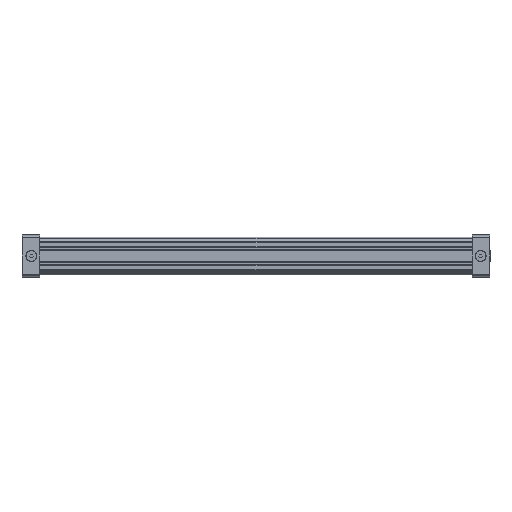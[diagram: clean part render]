
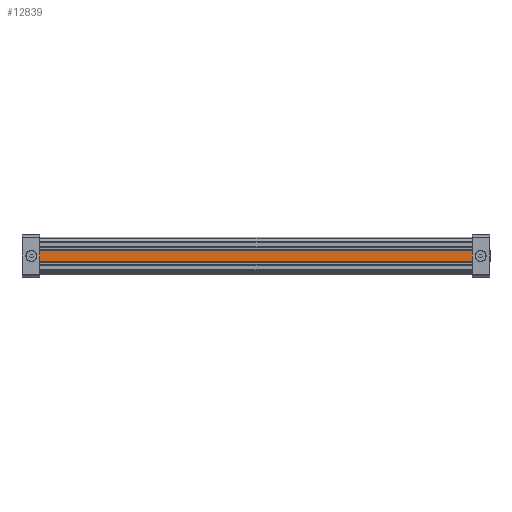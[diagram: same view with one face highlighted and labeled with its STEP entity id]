
A CAD part, front view. The second image highlights one B-rep face of the part: STEP entity #12839.
In plain terms, the highlighted planar face has unit normal (0, -1, 0).
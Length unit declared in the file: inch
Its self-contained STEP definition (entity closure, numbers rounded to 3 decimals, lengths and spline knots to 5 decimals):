
#1022 = ORIENTED_EDGE ( 'NONE', *, *, #7941, .F. ) ;
#2259 = VECTOR ( 'NONE', #15807, 39.37008 ) ;
#3310 = CARTESIAN_POINT ( 'NONE',  ( 4.72441, -1.33071, -0.39862 ) ) ;
#3444 = CARTESIAN_POINT ( 'NONE',  ( 4.72441, -1.33071, -0.39862 ) ) ;
#3708 = VECTOR ( 'NONE', #8520, 39.37008 ) ;
#4217 = DIRECTION ( 'NONE',  ( 0., 1., 0. ) ) ;
#4810 = CARTESIAN_POINT ( 'NONE',  ( 4.72441, -1.33071, 0.39862 ) ) ;
#5038 = EDGE_LOOP ( 'NONE', ( #23204, #22705, #1022, #18954 ) ) ;
#6000 = VECTOR ( 'NONE', #7190, 39.37008 ) ;
#7190 = DIRECTION ( 'NONE',  ( -1., 0., 0. ) ) ;
#7830 = AXIS2_PLACEMENT_3D ( 'NONE', #8107, #4217, #15761 ) ;
#7862 = PLANE ( 'NONE',  #7830 ) ;
#7941 = EDGE_CURVE ( 'NONE', #9488, #21749, #22392, .T. ) ;
#8107 = CARTESIAN_POINT ( 'NONE',  ( 4.72441, -1.33071, 0.39862 ) ) ;
#8154 = CARTESIAN_POINT ( 'NONE',  ( 4.72441, -1.33071, 1.2126 ) ) ;
#8520 = DIRECTION ( 'NONE',  ( 0., 0., -1. ) ) ;
#8604 = VERTEX_POINT ( 'NONE', #21680 ) ;
#9488 = VERTEX_POINT ( 'NONE', #20463 ) ;
#9782 = EDGE_CURVE ( 'NONE', #21749, #23330, #12297, .T. ) ;
#12297 = LINE ( 'NONE', #8154, #2259 ) ;
#12839 = ADVANCED_FACE ( 'NONE', ( #23380 ), #7862, .F. ) ;
#15761 = DIRECTION ( 'NONE',  ( 0., 0., 1. ) ) ;
#15807 = DIRECTION ( 'NONE',  ( 0., 0., -1. ) ) ;
#16427 = EDGE_CURVE ( 'NONE', #23330, #8604, #18707, .T. ) ;
#16590 = DIRECTION ( 'NONE',  ( 1., 0., 0. ) ) ;
#18707 = LINE ( 'NONE', #3310, #6000 ) ;
#18954 = ORIENTED_EDGE ( 'NONE', *, *, #19258, .T. ) ;
#19131 = CARTESIAN_POINT ( 'NONE',  ( 4.72441, -1.33071, 0.39862 ) ) ;
#19258 = EDGE_CURVE ( 'NONE', #9488, #8604, #23569, .T. ) ;
#20463 = CARTESIAN_POINT ( 'NONE',  ( -24.40945, -1.33071, 0.39862 ) ) ;
#21422 = VECTOR ( 'NONE', #16590, 39.37008 ) ;
#21680 = CARTESIAN_POINT ( 'NONE',  ( -24.40945, -1.33071, -0.39862 ) ) ;
#21749 = VERTEX_POINT ( 'NONE', #19131 ) ;
#22233 = CARTESIAN_POINT ( 'NONE',  ( -24.40945, -1.33071, 1.2126 ) ) ;
#22392 = LINE ( 'NONE', #4810, #21422 ) ;
#22705 = ORIENTED_EDGE ( 'NONE', *, *, #9782, .F. ) ;
#23204 = ORIENTED_EDGE ( 'NONE', *, *, #16427, .F. ) ;
#23330 = VERTEX_POINT ( 'NONE', #3444 ) ;
#23380 = FACE_OUTER_BOUND ( 'NONE', #5038, .T. ) ;
#23569 = LINE ( 'NONE', #22233, #3708 ) ;
